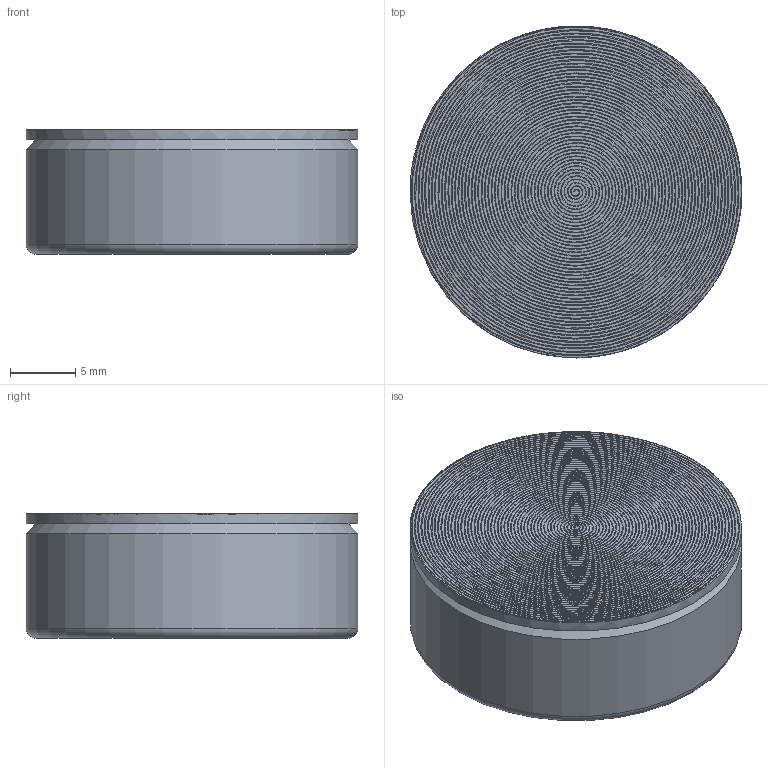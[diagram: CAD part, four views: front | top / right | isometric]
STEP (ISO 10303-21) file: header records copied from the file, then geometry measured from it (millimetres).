
FILE_DESCRIPTION(/* description */ ('MH130-2A MOUNTING PAD'),/* implementation_level */ '2;1');
FILE_NAME(/* name */ 'MH130-2A.stp',/* time_stamp */ '2017-05-05T17:29:27-04:00',/* author */ ('aneininger'),/* organization */ (''),/* preprocessor_version */ 'ST-DEVELOPER v16.5',/* originating_system */ 'Autodesk Inventor 2017',/* authorisation */ '');
FILE_SCHEMA (('AUTOMOTIVE_DESIGN { 1 0 10303 214 3 1 1 }'));
Length unit declared in the file: inch
Products named in the file (1): MHP10026
Bounding box: 25.4 x 25.4 x 9.53 mm (x, y, z)
Surface area: 6013.8 mm2
Topology: 1 solids, 1 shells, 16 faces, 36 edges, 23 vertices
Faces by surface type: plane 5, cylinder 4, bspline 3, cone 3, torus 1
Full cylindrical faces by diameter (mm): 25.4 x2
Entity records: 7190 total; most frequent: CARTESIAN_POINT 6873, DIRECTION 55, ORIENTED_EDGE 50, EDGE_CURVE 25, AXIS2_PLACEMENT_3D 25, EDGE_LOOP 23, VERTEX_POINT 18, FACE_OUTER_BOUND 16
